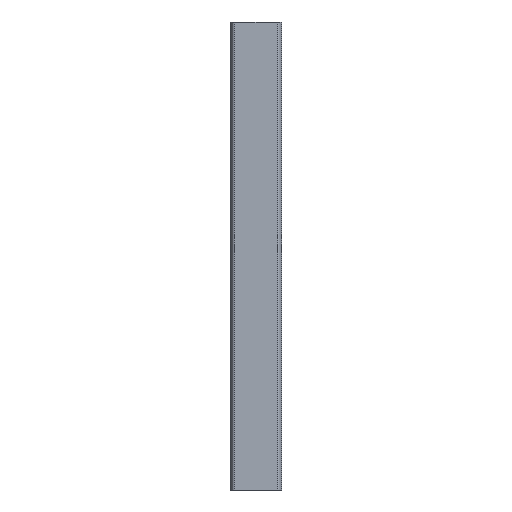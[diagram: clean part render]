
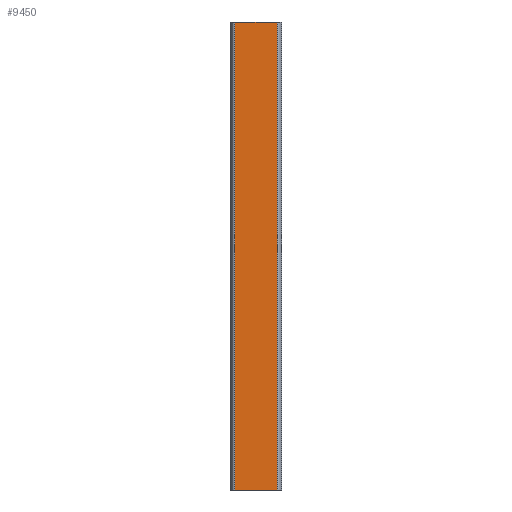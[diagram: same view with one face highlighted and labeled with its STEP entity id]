
A CAD part, front view. The second image highlights one B-rep face of the part: STEP entity #9450.
In plain terms, the highlighted planar face has unit normal (0, -1, 0).
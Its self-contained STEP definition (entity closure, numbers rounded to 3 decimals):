
#322=PLANE('',#13989);
#708=FACE_OUTER_BOUND('',#1364,.T.);
#1364=EDGE_LOOP('',(#5363,#5364,#5365,#5366));
#2083=VERTEX_POINT('',#20036);
#2086=VERTEX_POINT('',#20041);
#2113=VERTEX_POINT('',#20123);
#2114=VERTEX_POINT('',#20125);
#3378=EDGE_CURVE('',#2086,#2083,#11069,.T.);
#3419=EDGE_CURVE('',#2114,#2113,#11097,.T.);
#3421=EDGE_CURVE('',#2113,#2083,#11098,.T.);
#3422=EDGE_CURVE('',#2086,#2114,#11099,.T.);
#5363=ORIENTED_EDGE('',*,*,#3421,.T.);
#5364=ORIENTED_EDGE('',*,*,#3378,.F.);
#5365=ORIENTED_EDGE('',*,*,#3422,.T.);
#5366=ORIENTED_EDGE('',*,*,#3419,.T.);
#9450=ADVANCED_FACE('',(#708),#322,.T.);
#11069=LINE('',#20043,#12513);
#11097=LINE('',#20126,#12541);
#11098=LINE('',#20129,#12542);
#11099=LINE('',#20130,#12543);
#12513=VECTOR('',#15544,500.);
#12541=VECTOR('',#15626,500.);
#12542=VECTOR('',#15631,45.145);
#12543=VECTOR('',#15632,45.145);
#13989=AXIS2_PLACEMENT_3D('',#20128,#15629,#15630);
#15544=DIRECTION('',(0.,0.,1.));
#15626=DIRECTION('',(0.,0.,1.));
#15629=DIRECTION('center_axis',(0.,-1.,0.));
#15630=DIRECTION('ref_axis',(0.,0.,-1.));
#15631=DIRECTION('',(-1.,0.,0.));
#15632=DIRECTION('',(1.,0.,0.));
#20036=CARTESIAN_POINT('',(-22.573,0.,500.));
#20041=CARTESIAN_POINT('',(-22.573,0.,0.));
#20043=CARTESIAN_POINT('',(-22.573,0.,0.));
#20123=CARTESIAN_POINT('',(22.573,0.,500.));
#20125=CARTESIAN_POINT('',(22.573,0.,0.));
#20126=CARTESIAN_POINT('',(22.573,0.,0.));
#20128=CARTESIAN_POINT('Origin',(22.573,0.,
0.));
#20129=CARTESIAN_POINT('',(-22.573,0.,500.));
#20130=CARTESIAN_POINT('',(-22.573,0.,0.));
